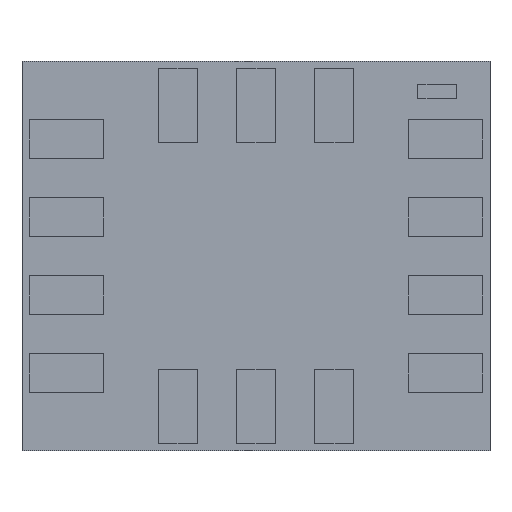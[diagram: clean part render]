
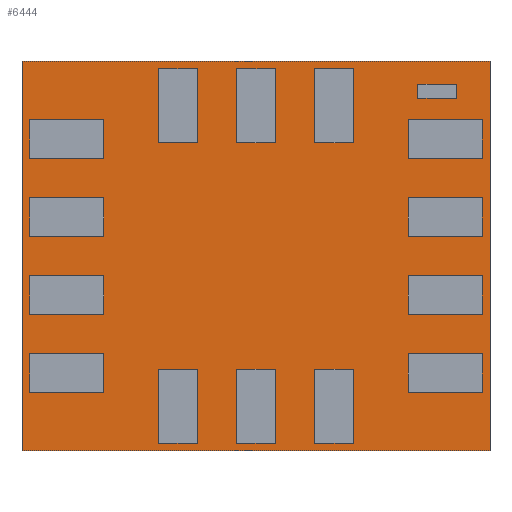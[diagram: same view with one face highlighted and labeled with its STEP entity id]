
A CAD part, front view. The second image highlights one B-rep face of the part: STEP entity #6444.
In plain terms, the highlighted planar face has unit normal (0, -1, 0).
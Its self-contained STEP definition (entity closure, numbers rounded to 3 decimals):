
#91 = EDGE_CURVE ( 'NONE', #4417, #1431, #3182, .T. ) ;
#167 = ORIENTED_EDGE ( 'NONE', *, *, #5167, .F. ) ;
#378 = EDGE_LOOP ( 'NONE', ( #167, #1788, #2545, #5304 ) ) ;
#407 = DIRECTION ( 'NONE',  ( 1., 0., 0. ) ) ;
#431 = CARTESIAN_POINT ( 'NONE',  ( -1.5, -0.1, 1.25 ) ) ;
#586 = DIRECTION ( 'NONE',  ( 0., 0., 1. ) ) ;
#656 = CARTESIAN_POINT ( 'NONE',  ( 1.5, -0.1, -1.25 ) ) ;
#672 = VERTEX_POINT ( 'NONE', #6027 ) ;
#675 = CARTESIAN_POINT ( 'NONE',  ( 1.5, -0.1, 1.25 ) ) ;
#1148 = DIRECTION ( 'NONE',  ( -1., 0., 0. ) ) ;
#1389 = CARTESIAN_POINT ( 'NONE',  ( 0., -0.1, 0. ) ) ;
#1423 = AXIS2_PLACEMENT_3D ( 'NONE', #1389, #5370, #2423 ) ;
#1431 = VERTEX_POINT ( 'NONE', #4889 ) ;
#1436 = DIRECTION ( 'NONE',  ( 0., 0., -1. ) ) ;
#1451 = LINE ( 'NONE', #3591, #4122 ) ;
#1596 = VECTOR ( 'NONE', #1148, 1000. ) ;
#1788 = ORIENTED_EDGE ( 'NONE', *, *, #4392, .F. ) ;
#1915 = CARTESIAN_POINT ( 'NONE',  ( 1.5, -0.1, 1.25 ) ) ;
#2423 = DIRECTION ( 'NONE',  ( 0., 0., -1. ) ) ;
#2545 = ORIENTED_EDGE ( 'NONE', *, *, #91, .F. ) ;
#2584 = VERTEX_POINT ( 'NONE', #431 ) ;
#2957 = LINE ( 'NONE', #656, #1596 ) ;
#3182 = LINE ( 'NONE', #5421, #5630 ) ;
#3216 = FACE_OUTER_BOUND ( 'NONE', #378, .T. ) ;
#3591 = CARTESIAN_POINT ( 'NONE',  ( -1.5, -0.1, -1.25 ) ) ;
#4122 = VECTOR ( 'NONE', #586, 1000. ) ;
#4211 = VECTOR ( 'NONE', #407, 1000. ) ;
#4392 = EDGE_CURVE ( 'NONE', #1431, #672, #2957, .T. ) ;
#4395 = PLANE ( 'NONE',  #1423 ) ;
#4417 = VERTEX_POINT ( 'NONE', #675 ) ;
#4889 = CARTESIAN_POINT ( 'NONE',  ( 1.5, -0.1, -1.25 ) ) ;
#5167 = EDGE_CURVE ( 'NONE', #672, #2584, #1451, .T. ) ;
#5304 = ORIENTED_EDGE ( 'NONE', *, *, #6450, .F. ) ;
#5370 = DIRECTION ( 'NONE',  ( 0., -1., 0. ) ) ;
#5421 = CARTESIAN_POINT ( 'NONE',  ( 1.5, -0.1, -1.25 ) ) ;
#5630 = VECTOR ( 'NONE', #1436, 1000. ) ;
#5669 = LINE ( 'NONE', #1915, #4211 ) ;
#6027 = CARTESIAN_POINT ( 'NONE',  ( -1.5, -0.1, -1.25 ) ) ;
#6444 = ADVANCED_FACE ( 'NONE', ( #3216 ), #4395, .T. ) ;
#6450 = EDGE_CURVE ( 'NONE', #2584, #4417, #5669, .T. ) ;
